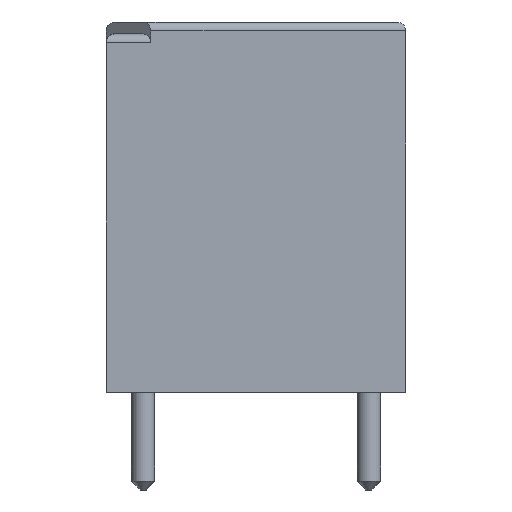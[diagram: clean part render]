
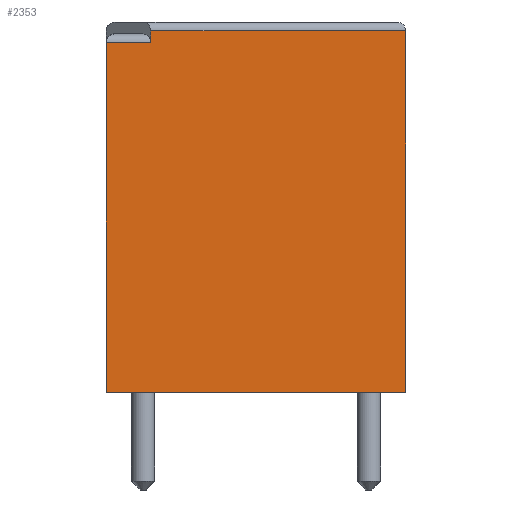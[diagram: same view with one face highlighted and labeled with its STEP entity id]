
A CAD part, left-side view. The second image highlights one B-rep face of the part: STEP entity #2353.
In plain terms, the highlighted planar face has unit normal (-1, 0, 0).
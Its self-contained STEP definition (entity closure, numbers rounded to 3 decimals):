
#869 = PLANE('',#870);
#870 = AXIS2_PLACEMENT_3D('',#871,#872,#873);
#871 = CARTESIAN_POINT('',(0.,0.,0.));
#872 = DIRECTION('',(-0.,-0.,-1.));
#873 = DIRECTION('',(-1.,0.,0.));
#1847 = VERTEX_POINT('',#1848);
#1848 = CARTESIAN_POINT('',(-14.4,5.05,0.));
#1864 = PLANE('',#1865);
#1865 = AXIS2_PLACEMENT_3D('',#1866,#1867,#1868);
#1866 = CARTESIAN_POINT('',(-14.4,5.05,0.));
#1867 = DIRECTION('',(0.,1.,0.));
#1868 = DIRECTION('',(1.,0.,0.));
#1905 = VERTEX_POINT('',#1906);
#1906 = CARTESIAN_POINT('',(-14.4,-5.05,0.));
#1920 = PLANE('',#1921);
#1921 = AXIS2_PLACEMENT_3D('',#1922,#1923,#1924);
#1922 = CARTESIAN_POINT('',(14.4,-5.05,0.));
#1923 = DIRECTION('',(0.,-1.,0.));
#1924 = DIRECTION('',(-1.,0.,0.));
#1932 = EDGE_CURVE('',#1905,#1847,#1933,.T.);
#1933 = SURFACE_CURVE('',#1934,(#1938,#1945),.PCURVE_S1.);
#1934 = LINE('',#1935,#1936);
#1935 = CARTESIAN_POINT('',(-14.4,-5.05,0.));
#1936 = VECTOR('',#1937,1.);
#1937 = DIRECTION('',(0.,1.,0.));
#1938 = PCURVE('',#869,#1939);
#1939 = DEFINITIONAL_REPRESENTATION('',(#1940),#1944);
#1940 = LINE('',#1941,#1942);
#1941 = CARTESIAN_POINT('',(14.4,-5.05));
#1942 = VECTOR('',#1943,1.);
#1943 = DIRECTION('',(0.,1.));
#1944 = ( GEOMETRIC_REPRESENTATION_CONTEXT(2) 
PARAMETRIC_REPRESENTATION_CONTEXT() REPRESENTATION_CONTEXT('2D SPACE',''
  ) );
#1945 = PCURVE('',#1946,#1951);
#1946 = PLANE('',#1947);
#1947 = AXIS2_PLACEMENT_3D('',#1948,#1949,#1950);
#1948 = CARTESIAN_POINT('',(-14.4,-5.05,0.));
#1949 = DIRECTION('',(-1.,0.,0.));
#1950 = DIRECTION('',(0.,1.,0.));
#1951 = DEFINITIONAL_REPRESENTATION('',(#1952),#1956);
#1952 = LINE('',#1953,#1954);
#1953 = CARTESIAN_POINT('',(0.,0.));
#1954 = VECTOR('',#1955,1.);
#1955 = DIRECTION('',(1.,0.));
#1956 = ( GEOMETRIC_REPRESENTATION_CONTEXT(2) 
PARAMETRIC_REPRESENTATION_CONTEXT() REPRESENTATION_CONTEXT('2D SPACE',''
  ) );
#2226 = EDGE_CURVE('',#1847,#2227,#2229,.T.);
#2227 = VERTEX_POINT('',#2228);
#2228 = CARTESIAN_POINT('',(-14.4,5.05,11.8));
#2229 = SURFACE_CURVE('',#2230,(#2234,#2241),.PCURVE_S1.);
#2230 = LINE('',#2231,#2232);
#2231 = CARTESIAN_POINT('',(-14.4,5.05,0.));
#2232 = VECTOR('',#2233,1.);
#2233 = DIRECTION('',(0.,0.,1.));
#2234 = PCURVE('',#1864,#2235);
#2235 = DEFINITIONAL_REPRESENTATION('',(#2236),#2240);
#2236 = LINE('',#2237,#2238);
#2237 = CARTESIAN_POINT('',(0.,0.));
#2238 = VECTOR('',#2239,1.);
#2239 = DIRECTION('',(0.,-1.));
#2240 = ( GEOMETRIC_REPRESENTATION_CONTEXT(2) 
PARAMETRIC_REPRESENTATION_CONTEXT() REPRESENTATION_CONTEXT('2D SPACE',''
  ) );
#2241 = PCURVE('',#1946,#2242);
#2242 = DEFINITIONAL_REPRESENTATION('',(#2243),#2247);
#2243 = LINE('',#2244,#2245);
#2244 = CARTESIAN_POINT('',(10.1,0.));
#2245 = VECTOR('',#2246,1.);
#2246 = DIRECTION('',(0.,-1.));
#2247 = ( GEOMETRIC_REPRESENTATION_CONTEXT(2) 
PARAMETRIC_REPRESENTATION_CONTEXT() REPRESENTATION_CONTEXT('2D SPACE',''
  ) );
#2293 = PLANE('',#2294);
#2294 = AXIS2_PLACEMENT_3D('',#2295,#2296,#2297);
#2295 = CARTESIAN_POINT('',(-14.4,3.55,12.5));
#2296 = DIRECTION('',(0.707,-0.707,0.));
#2297 = DIRECTION('',(0.707,0.707,0.));
#2353 = ADVANCED_FACE('',(#2354),#1946,.T.);
#2354 = FACE_BOUND('',#2355,.T.);
#2355 = EDGE_LOOP('',(#2356,#2357,#2358,#2381,#2409,#2432,#2455));
#2356 = ORIENTED_EDGE('',*,*,#2226,.F.);
#2357 = ORIENTED_EDGE('',*,*,#1932,.F.);
#2358 = ORIENTED_EDGE('',*,*,#2359,.T.);
#2359 = EDGE_CURVE('',#1905,#2360,#2362,.T.);
#2360 = VERTEX_POINT('',#2361);
#2361 = CARTESIAN_POINT('',(-14.4,-5.05,12.2));
#2362 = SURFACE_CURVE('',#2363,(#2367,#2374),.PCURVE_S1.);
#2363 = LINE('',#2364,#2365);
#2364 = CARTESIAN_POINT('',(-14.4,-5.05,0.));
#2365 = VECTOR('',#2366,1.);
#2366 = DIRECTION('',(0.,0.,1.));
#2367 = PCURVE('',#1946,#2368);
#2368 = DEFINITIONAL_REPRESENTATION('',(#2369),#2373);
#2369 = LINE('',#2370,#2371);
#2370 = CARTESIAN_POINT('',(0.,0.));
#2371 = VECTOR('',#2372,1.);
#2372 = DIRECTION('',(0.,-1.));
#2373 = ( GEOMETRIC_REPRESENTATION_CONTEXT(2) 
PARAMETRIC_REPRESENTATION_CONTEXT() REPRESENTATION_CONTEXT('2D SPACE',''
  ) );
#2374 = PCURVE('',#1920,#2375);
#2375 = DEFINITIONAL_REPRESENTATION('',(#2376),#2380);
#2376 = LINE('',#2377,#2378);
#2377 = CARTESIAN_POINT('',(28.8,0.));
#2378 = VECTOR('',#2379,1.);
#2379 = DIRECTION('',(0.,-1.));
#2380 = ( GEOMETRIC_REPRESENTATION_CONTEXT(2) 
PARAMETRIC_REPRESENTATION_CONTEXT() REPRESENTATION_CONTEXT('2D SPACE',''
  ) );
#2381 = ORIENTED_EDGE('',*,*,#2382,.T.);
#2382 = EDGE_CURVE('',#2360,#2383,#2385,.T.);
#2383 = VERTEX_POINT('',#2384);
#2384 = CARTESIAN_POINT('',(-14.4,3.55,12.2));
#2385 = SURFACE_CURVE('',#2386,(#2390,#2397),.PCURVE_S1.);
#2386 = LINE('',#2387,#2388);
#2387 = CARTESIAN_POINT('',(-14.4,-5.05,12.2));
#2388 = VECTOR('',#2389,1.);
#2389 = DIRECTION('',(0.,1.,0.));
#2390 = PCURVE('',#1946,#2391);
#2391 = DEFINITIONAL_REPRESENTATION('',(#2392),#2396);
#2392 = LINE('',#2393,#2394);
#2393 = CARTESIAN_POINT('',(0.,-12.2));
#2394 = VECTOR('',#2395,1.);
#2395 = DIRECTION('',(1.,0.));
#2396 = ( GEOMETRIC_REPRESENTATION_CONTEXT(2) 
PARAMETRIC_REPRESENTATION_CONTEXT() REPRESENTATION_CONTEXT('2D SPACE',''
  ) );
#2397 = PCURVE('',#2398,#2403);
#2398 = CYLINDRICAL_SURFACE('',#2399,0.3);
#2399 = AXIS2_PLACEMENT_3D('',#2400,#2401,#2402);
#2400 = CARTESIAN_POINT('',(-14.1,-5.05,12.2));
#2401 = DIRECTION('',(0.,1.,0.));
#2402 = DIRECTION('',(0.,0.,1.));
#2403 = DEFINITIONAL_REPRESENTATION('',(#2404),#2408);
#2404 = LINE('',#2405,#2406);
#2405 = CARTESIAN_POINT('',(-1.571,0.));
#2406 = VECTOR('',#2407,1.);
#2407 = DIRECTION('',(-0.,1.));
#2408 = ( GEOMETRIC_REPRESENTATION_CONTEXT(2) 
PARAMETRIC_REPRESENTATION_CONTEXT() REPRESENTATION_CONTEXT('2D SPACE',''
  ) );
#2409 = ORIENTED_EDGE('',*,*,#2410,.T.);
#2410 = EDGE_CURVE('',#2383,#2411,#2413,.T.);
#2411 = VERTEX_POINT('',#2412);
#2412 = CARTESIAN_POINT('',(-14.4,3.55,12.1));
#2413 = SURFACE_CURVE('',#2414,(#2418,#2425),.PCURVE_S1.);
#2414 = LINE('',#2415,#2416);
#2415 = CARTESIAN_POINT('',(-14.4,3.55,12.5));
#2416 = VECTOR('',#2417,1.);
#2417 = DIRECTION('',(-0.,-0.,-1.));
#2418 = PCURVE('',#1946,#2419);
#2419 = DEFINITIONAL_REPRESENTATION('',(#2420),#2424);
#2420 = LINE('',#2421,#2422);
#2421 = CARTESIAN_POINT('',(8.6,-12.5));
#2422 = VECTOR('',#2423,1.);
#2423 = DIRECTION('',(0.,1.));
#2424 = ( GEOMETRIC_REPRESENTATION_CONTEXT(2) 
PARAMETRIC_REPRESENTATION_CONTEXT() REPRESENTATION_CONTEXT('2D SPACE',''
  ) );
#2425 = PCURVE('',#2293,#2426);
#2426 = DEFINITIONAL_REPRESENTATION('',(#2427),#2431);
#2427 = LINE('',#2428,#2429);
#2428 = CARTESIAN_POINT('',(0.,0.));
#2429 = VECTOR('',#2430,1.);
#2430 = DIRECTION('',(0.,-1.));
#2431 = ( GEOMETRIC_REPRESENTATION_CONTEXT(2) 
PARAMETRIC_REPRESENTATION_CONTEXT() REPRESENTATION_CONTEXT('2D SPACE',''
  ) );
#2432 = ORIENTED_EDGE('',*,*,#2433,.T.);
#2433 = EDGE_CURVE('',#2411,#2434,#2436,.T.);
#2434 = VERTEX_POINT('',#2435);
#2435 = CARTESIAN_POINT('',(-14.4,3.55,11.8));
#2436 = SURFACE_CURVE('',#2437,(#2441,#2448),.PCURVE_S1.);
#2437 = LINE('',#2438,#2439);
#2438 = CARTESIAN_POINT('',(-14.4,3.55,6.25));
#2439 = VECTOR('',#2440,1.);
#2440 = DIRECTION('',(-0.,-0.,-1.));
#2441 = PCURVE('',#1946,#2442);
#2442 = DEFINITIONAL_REPRESENTATION('',(#2443),#2447);
#2443 = LINE('',#2444,#2445);
#2444 = CARTESIAN_POINT('',(8.6,-6.25));
#2445 = VECTOR('',#2446,1.);
#2446 = DIRECTION('',(0.,1.));
#2447 = ( GEOMETRIC_REPRESENTATION_CONTEXT(2) 
PARAMETRIC_REPRESENTATION_CONTEXT() REPRESENTATION_CONTEXT('2D SPACE',''
  ) );
#2448 = PCURVE('',#2293,#2449);
#2449 = DEFINITIONAL_REPRESENTATION('',(#2450),#2454);
#2450 = LINE('',#2451,#2452);
#2451 = CARTESIAN_POINT('',(0.,-6.25));
#2452 = VECTOR('',#2453,1.);
#2453 = DIRECTION('',(0.,-1.));
#2454 = ( GEOMETRIC_REPRESENTATION_CONTEXT(2) 
PARAMETRIC_REPRESENTATION_CONTEXT() REPRESENTATION_CONTEXT('2D SPACE',''
  ) );
#2455 = ORIENTED_EDGE('',*,*,#2456,.F.);
#2456 = EDGE_CURVE('',#2227,#2434,#2457,.T.);
#2457 = SURFACE_CURVE('',#2458,(#2462,#2469),.PCURVE_S1.);
#2458 = LINE('',#2459,#2460);
#2459 = CARTESIAN_POINT('',(-14.4,5.05,11.8));
#2460 = VECTOR('',#2461,1.);
#2461 = DIRECTION('',(0.,-1.,0.));
#2462 = PCURVE('',#1946,#2463);
#2463 = DEFINITIONAL_REPRESENTATION('',(#2464),#2468);
#2464 = LINE('',#2465,#2466);
#2465 = CARTESIAN_POINT('',(10.1,-11.8));
#2466 = VECTOR('',#2467,1.);
#2467 = DIRECTION('',(-1.,0.));
#2468 = ( GEOMETRIC_REPRESENTATION_CONTEXT(2) 
PARAMETRIC_REPRESENTATION_CONTEXT() REPRESENTATION_CONTEXT('2D SPACE',''
  ) );
#2469 = PCURVE('',#2470,#2475);
#2470 = CYLINDRICAL_SURFACE('',#2471,0.3);
#2471 = AXIS2_PLACEMENT_3D('',#2472,#2473,#2474);
#2472 = CARTESIAN_POINT('',(-14.1,5.05,11.8));
#2473 = DIRECTION('',(0.,-1.,0.));
#2474 = DIRECTION('',(0.,0.,1.));
#2475 = DEFINITIONAL_REPRESENTATION('',(#2476),#2480);
#2476 = LINE('',#2477,#2478);
#2477 = CARTESIAN_POINT('',(1.571,0.));
#2478 = VECTOR('',#2479,1.);
#2479 = DIRECTION('',(0.,1.));
#2480 = ( GEOMETRIC_REPRESENTATION_CONTEXT(2) 
PARAMETRIC_REPRESENTATION_CONTEXT() REPRESENTATION_CONTEXT('2D SPACE',''
  ) );
